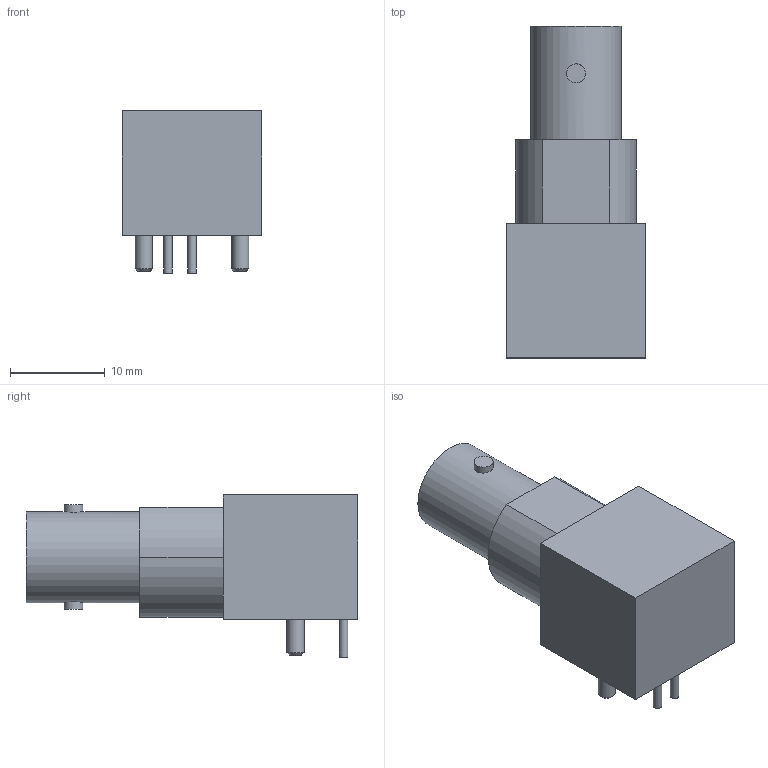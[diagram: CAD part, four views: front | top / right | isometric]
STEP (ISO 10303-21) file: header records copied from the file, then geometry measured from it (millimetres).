
FILE_DESCRIPTION(('FreeCAD Model'),'2;1');
FILE_NAME('Open CASCADE Shape Model','2023-05-24T12:45:58',(''),(''), 'Open CASCADE STEP processor 7.6','FreeCAD','Unknown');
FILE_SCHEMA(('AUTOMOTIVE_DESIGN_CC2 { 1 2 10303 214 -1 1 5 4 }'));
Length unit declared in the file: millimetre
Products named in the file (1): Pocket
Bounding box: 14.75 x 35 x 17.11 mm (x, y, z)
Volume: 4710.8 mm3; surface area: 1960 mm2
Topology: 1 solids, 1 shells, 28 faces, 51 edges, 32 vertices
Faces by surface type: plane 17, cylinder 9, cone 2
Full cylindrical faces by diameter (mm): 0.89 x2, 1.8 x2, 2 x2, 9.6 x1
Entity records: 875 total; most frequent: CARTESIAN_POINT 198, DIRECTION 126, ORIENTED_EDGE 102, EDGE_CURVE 51, AXIS2_PLACEMENT_3D 48, FACE_BOUND 35, EDGE_LOOP 35, VERTEX_POINT 32
